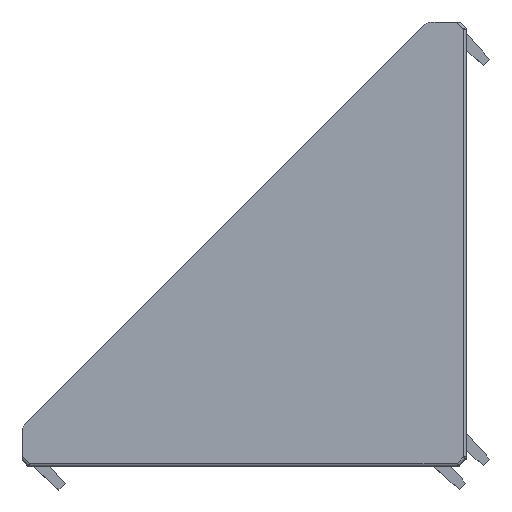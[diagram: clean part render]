
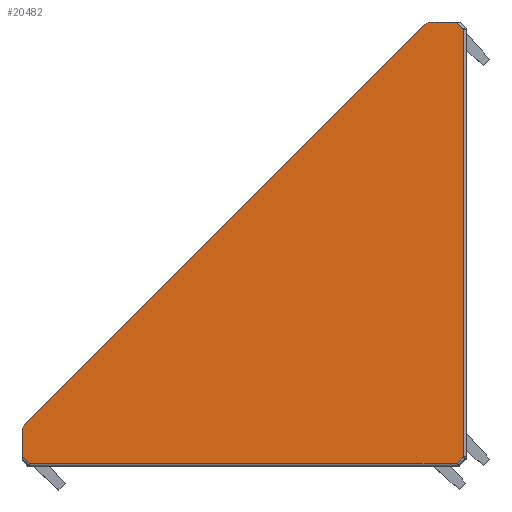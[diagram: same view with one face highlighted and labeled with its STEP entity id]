
A CAD part, top view. The second image highlights one B-rep face of the part: STEP entity #20482.
In plain terms, the highlighted planar face has unit normal (0.012, -0.012, 1).
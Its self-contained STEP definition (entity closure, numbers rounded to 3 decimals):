
#243 = VECTOR ( 'NONE', #9107, 1000. ) ;
#282 = ORIENTED_EDGE ( 'NONE', *, *, #3069, .T. ) ;
#328 = ORIENTED_EDGE ( 'NONE', *, *, #5400, .T. ) ;
#625 = ORIENTED_EDGE ( 'NONE', *, *, #676, .T. ) ;
#676 = EDGE_CURVE ( 'NONE', #2240, #9438, #8602, .T. ) ;
#1100 = DIRECTION ( 'NONE',  ( 0.012, -0.012, 1. ) ) ;
#1119 = LINE ( 'NONE', #8465, #10727 ) ;
#1250 = DIRECTION ( 'NONE',  ( 1., 0., -0.012 ) ) ;
#1298 = CARTESIAN_POINT ( 'NONE',  ( -1.615, 0.494, 36.005 ) ) ;
#1636 = ORIENTED_EDGE ( 'NONE', *, *, #10887, .T. ) ;
#2240 = VERTEX_POINT ( 'NONE', #2666 ) ;
#2484 = CARTESIAN_POINT ( 'NONE',  ( -1.754, 76., 36.939 ) ) ;
#2666 = CARTESIAN_POINT ( 'NONE',  ( -7.317, 75.414, 37. ) ) ;
#2725 = ORIENTED_EDGE ( 'NONE', *, *, #21579, .T. ) ;
#2784 = VERTEX_POINT ( 'NONE', #4515 ) ;
#3069 = EDGE_CURVE ( 'NONE', #18548, #15558, #19949, .T. ) ;
#3828 = VECTOR ( 'NONE', #19527, 1000. ) ;
#3875 = EDGE_CURVE ( 'NONE', #13095, #18786, #7448, .T. ) ;
#4515 = CARTESIAN_POINT ( 'NONE',  ( -76., 1.754, 36.939 ) ) ;
#4579 = CARTESIAN_POINT ( 'NONE',  ( -6.441, 76., 36.996 ) ) ;
#5005 = CARTESIAN_POINT ( 'NONE',  ( -76., 6.441, 36.996 ) ) ;
#5133 = CARTESIAN_POINT ( 'NONE',  ( -5.903, 76., 36.99 ) ) ;
#5231 = CARTESIAN_POINT ( 'NONE',  ( -76., 5.903, 36.99 ) ) ;
#5400 = EDGE_CURVE ( 'NONE', #19559, #2784, #5572, .T. ) ;
#5572 = LINE ( 'NONE', #18506, #6143 ) ;
#6143 = VECTOR ( 'NONE', #16552, 1000. ) ;
#6189 = ORIENTED_EDGE ( 'NONE', *, *, #14627, .T. ) ;
#6374 = CARTESIAN_POINT ( 'NONE',  ( -5.903, 76., 36.99 ) ) ;
#6383 = EDGE_CURVE ( 'NONE', #9438, #19559, #10362, .T. ) ;
#6596 = ORIENTED_EDGE ( 'NONE', *, *, #16245, .T. ) ;
#6627 = VECTOR ( 'NONE', #9283, 1000. ) ;
#6824 = CARTESIAN_POINT ( 'NONE',  ( -0.494, 74.74, 36.907 ) ) ;
#6978 = AXIS2_PLACEMENT_3D ( 'NONE', #21070, #1100, #1250 ) ;
#7448 = LINE ( 'NONE', #12855, #12333 ) ;
#7862 = CARTESIAN_POINT ( 'NONE',  ( -0.347, 1.762, 36.005 ) ) ;
#8273 = CARTESIAN_POINT ( 'NONE',  ( -7.317, 75.414, 37. ) ) ;
#8339 = CARTESIAN_POINT ( 'NONE',  ( -0.494, 1.615, 36.005 ) ) ;
#8465 = CARTESIAN_POINT ( 'NONE',  ( -1.048, 76., 36.93 ) ) ;
#8602 = LINE ( 'NONE', #8273, #18849 ) ;
#8926 = CARTESIAN_POINT ( 'NONE',  ( -75.414, 7.317, 37. ) ) ;
#9107 = DIRECTION ( 'NONE',  ( 0.707, -0.707, -0.017 ) ) ;
#9283 = DIRECTION ( 'NONE',  ( 1., 0., -0.012 ) ) ;
#9438 = VERTEX_POINT ( 'NONE', #8926 ) ;
#9710 = DIRECTION ( 'NONE',  ( 0.707, 0.707, 0. ) ) ;
#9822 = VERTEX_POINT ( 'NONE', #5133 ) ;
#10362 =( BOUNDED_CURVE ( )  B_SPLINE_CURVE ( 3, ( #16108, #14283, #5005, #5231 ),
 .UNSPECIFIED., .F., .F. ) 
 B_SPLINE_CURVE_WITH_KNOTS ( ( 4, 4 ),
 ( 3.142, 3.927 ),
 .UNSPECIFIED. ) 
 CURVE ( )  GEOMETRIC_REPRESENTATION_ITEM ( )  RATIONAL_B_SPLINE_CURVE ( ( 1., 0.949, 0.949, 1. ) ) 
 REPRESENTATION_ITEM ( '' )  );
#10525 = EDGE_CURVE ( 'NONE', #18786, #21380, #22473, .T. ) ;
#10653 = CARTESIAN_POINT ( 'NONE',  ( -74.6, 0.354, 36.904 ) ) ;
#10727 = VECTOR ( 'NONE', #21165, 1000. ) ;
#10887 = EDGE_CURVE ( 'NONE', #9822, #2240, #22535, .T. ) ;
#11191 = ORIENTED_EDGE ( 'NONE', *, *, #3875, .T. ) ;
#11318 = CARTESIAN_POINT ( 'NONE',  ( -1.414, 0.494, 36.002 ) ) ;
#11351 = VECTOR ( 'NONE', #9710, 1000. ) ;
#11540 = CARTESIAN_POINT ( 'NONE',  ( -74.74, 0.494, 36.907 ) ) ;
#11893 = CARTESIAN_POINT ( 'NONE',  ( -7.317, 75.414, 37. ) ) ;
#11982 = DIRECTION ( 'NONE',  ( -0.707, -0.707, 0. ) ) ;
#12306 = CARTESIAN_POINT ( 'NONE',  ( -1.4, 75.646, 36.93 ) ) ;
#12333 = VECTOR ( 'NONE', #14681, 1000. ) ;
#12855 = CARTESIAN_POINT ( 'NONE',  ( -0.494, 74.246, 36.901 ) ) ;
#13095 = VERTEX_POINT ( 'NONE', #8339 ) ;
#13895 = FACE_OUTER_BOUND ( 'NONE', #18351, .T. ) ;
#14111 = LINE ( 'NONE', #10653, #243 ) ;
#14283 = CARTESIAN_POINT ( 'NONE',  ( -75.794, 6.937, 37. ) ) ;
#14627 = EDGE_CURVE ( 'NONE', #15558, #13095, #21504, .T. ) ;
#14681 = DIRECTION ( 'NONE',  ( 0., 1., 0.012 ) ) ;
#15558 = VERTEX_POINT ( 'NONE', #1298 ) ;
#16108 = CARTESIAN_POINT ( 'NONE',  ( -75.414, 7.317, 37. ) ) ;
#16245 = EDGE_CURVE ( 'NONE', #2784, #18548, #14111, .T. ) ;
#16552 = DIRECTION ( 'NONE',  ( 0., -1., -0.012 ) ) ;
#16965 = ORIENTED_EDGE ( 'NONE', *, *, #6383, .T. ) ;
#18351 = EDGE_LOOP ( 'NONE', ( #6596, #282, #6189, #11191, #22576, #2725, #1636, #625, #16965, #328 ) ) ;
#18506 = CARTESIAN_POINT ( 'NONE',  ( -76., 5.903, 36.99 ) ) ;
#18548 = VERTEX_POINT ( 'NONE', #11540 ) ;
#18786 = VERTEX_POINT ( 'NONE', #6824 ) ;
#18849 = VECTOR ( 'NONE', #11982, 1000. ) ;
#19527 = DIRECTION ( 'NONE',  ( -0.707, 0.707, 0.017 ) ) ;
#19559 = VERTEX_POINT ( 'NONE', #22640 ) ;
#19949 = LINE ( 'NONE', #11318, #6627 ) ;
#20482 = ADVANCED_FACE ( 'Fl�che2', ( #13895 ), #22895, .T. ) ;
#21070 = CARTESIAN_POINT ( 'NONE',  ( -7.317, 75.414, 37. ) ) ;
#21165 = DIRECTION ( 'NONE',  ( -1., 0., 0.012 ) ) ;
#21380 = VERTEX_POINT ( 'NONE', #2484 ) ;
#21504 = LINE ( 'NONE', #7862, #11351 ) ;
#21579 = EDGE_CURVE ( 'NONE', #21380, #9822, #1119, .T. ) ;
#22473 = LINE ( 'NONE', #12306, #3828 ) ;
#22535 =( BOUNDED_CURVE ( )  B_SPLINE_CURVE ( 3, ( #6374, #4579, #22678, #11893 ),
 .UNSPECIFIED., .F., .F. ) 
 B_SPLINE_CURVE_WITH_KNOTS ( ( 4, 4 ),
 ( 2.356, 3.142 ),
 .UNSPECIFIED. ) 
 CURVE ( )  GEOMETRIC_REPRESENTATION_ITEM ( )  RATIONAL_B_SPLINE_CURVE ( ( 1., 0.949, 0.949, 1. ) ) 
 REPRESENTATION_ITEM ( '' )  );
#22576 = ORIENTED_EDGE ( 'NONE', *, *, #10525, .T. ) ;
#22640 = CARTESIAN_POINT ( 'NONE',  ( -76., 5.903, 36.99 ) ) ;
#22678 = CARTESIAN_POINT ( 'NONE',  ( -6.937, 75.794, 37. ) ) ;
#22895 = PLANE ( 'NONE',  #6978 ) ;
